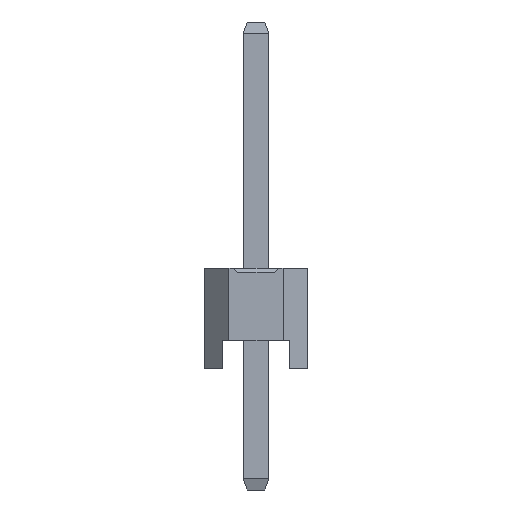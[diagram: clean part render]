
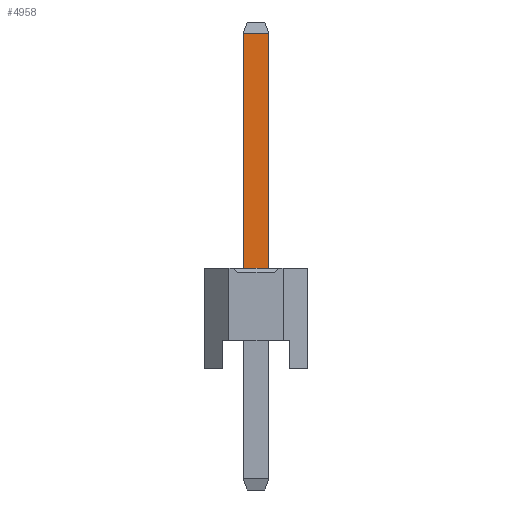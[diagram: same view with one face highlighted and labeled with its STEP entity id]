
A CAD part, left-side view. The second image highlights one B-rep face of the part: STEP entity #4958.
In plain terms, the highlighted planar face has unit normal (-1, 0, 0).
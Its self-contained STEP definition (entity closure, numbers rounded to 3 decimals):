
#4958=ADVANCED_FACE('',(#13019),#13021,.T.);
#13019=FACE_BOUND('',#13020,.T.);
#13020=EDGE_LOOP('',(#19331,#19332,#19333,#19334));
#13021=PLANE('',#13022);
#13022=AXIS2_PLACEMENT_3D('',#13023,#13024,#13025);
#13023=CARTESIAN_POINT('',(-0.32,0.32,-3.));
#13024=DIRECTION('',(-1.,0.,0.));
#13025=DIRECTION('',(0.,-1.,0.));
#19331=ORIENTED_EDGE('',*,*,#23016,.F.);
#19332=ORIENTED_EDGE('',*,*,#23011,.F.);
#19333=ORIENTED_EDGE('',*,*,#21806,.T.);
#19334=ORIENTED_EDGE('',*,*,#23015,.T.);
#21806=EDGE_CURVE('',#24946,#24950,#24952,.T.);
#23011=EDGE_CURVE('',#24946,#26756,#26759,.T.);
#23015=EDGE_CURVE('',#24950,#26763,#26765,.T.);
#23016=EDGE_CURVE('',#26756,#26763,#26766,.T.);
#24946=VERTEX_POINT('',#30324);
#24950=VERTEX_POINT('',#30332);
#24952=LINE('',#30336,#30337);
#26756=VERTEX_POINT('',#34546);
#26759=LINE('',#34553,#34554);
#26763=VERTEX_POINT('',#34563);
#26765=LINE('',#34567,#34568);
#26766=LINE('',#34570,#34571);
#30324=CARTESIAN_POINT('',(-0.32,0.32,2.5));
#30332=CARTESIAN_POINT('',(-0.32,-0.32,2.5));
#30336=CARTESIAN_POINT('',(-0.32,0.32,2.5));
#30337=VECTOR('',#30338,1.);
#30338=DIRECTION('',(0.,-1.,0.));
#34546=CARTESIAN_POINT('',(-0.32,0.32,8.325));
#34553=CARTESIAN_POINT('',(-0.32,0.32,2.5));
#34554=VECTOR('',#34555,1.);
#34555=DIRECTION('',(0.,0.,1.));
#34563=CARTESIAN_POINT('',(-0.32,-0.32,8.325));
#34567=CARTESIAN_POINT('',(-0.32,-0.32,2.5));
#34568=VECTOR('',#34569,1.);
#34569=DIRECTION('',(0.,0.,1.));
#34570=CARTESIAN_POINT('',(-0.32,0.32,8.325));
#34571=VECTOR('',#34572,1.);
#34572=DIRECTION('',(0.,-1.,0.));
